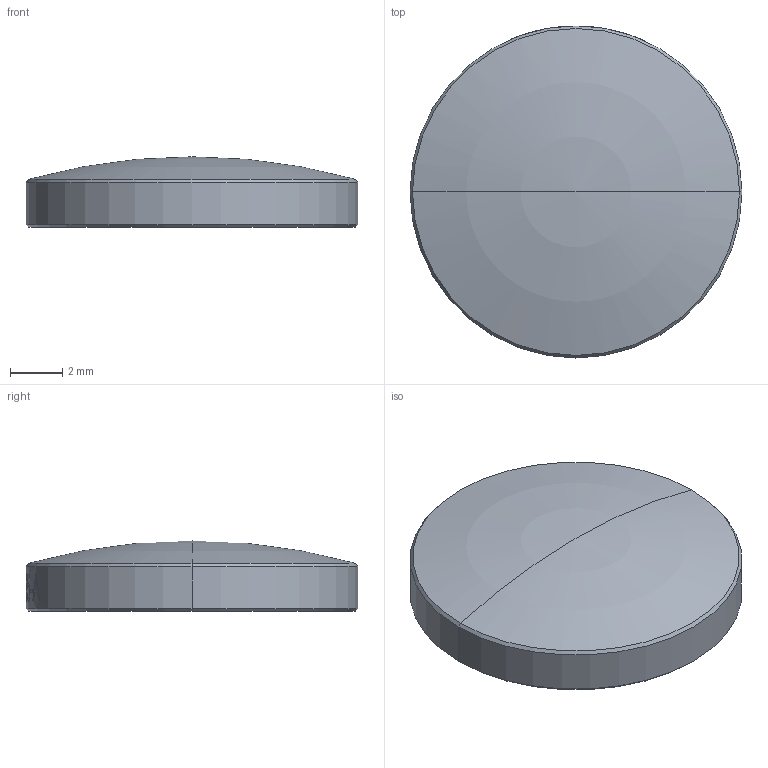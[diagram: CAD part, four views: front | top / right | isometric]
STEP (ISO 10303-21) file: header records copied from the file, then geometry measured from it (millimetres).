
FILE_DESCRIPTION (( 'STEP AP214' ), '1' );
FILE_NAME ('CTN017528-E0W.STEP', '2021-08-30T04:01:26', ( '' ), ( '' ), 'SwSTEP 2.0', 'SolidWorks 2018', '' );
FILE_SCHEMA (( 'AUTOMOTIVE_DESIGN' ));
Length unit declared in the file: millimetre
Products named in the file (2): CTN017556; CTN017528-E0W
Assembly tree (1 placements, depth 2):
  CTN017528-E0W
    CTN017556
Bounding box: 12.7 x 12.7 x 2.69 mm (x, y, z)
Volume: 284.4 mm3; surface area: 323.7 mm2
Topology: 1 solids, 1 shells, 21 faces, 105 edges, 96 vertices
Faces by surface type: cylinder 14, cone 4, torus 2, plane 1
Entity records: 1576 total; most frequent: CARTESIAN_POINT 679, ORIENTED_EDGE 206, DIRECTION 142, EDGE_CURVE 103, VERTEX_POINT 96, AXIS2_PLACEMENT_3D 61, B_SPLINE_CURVE_WITH_KNOTS 47, CIRCLE 36
